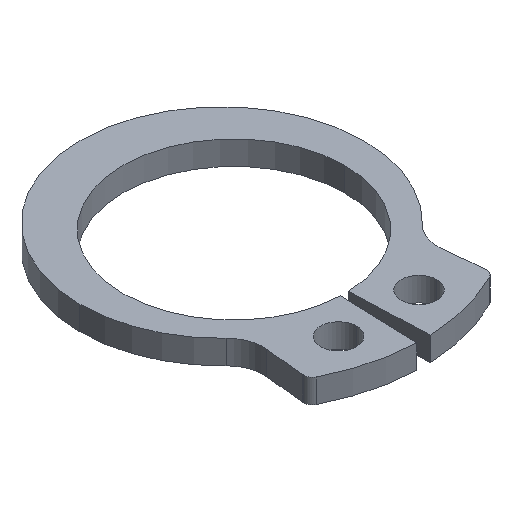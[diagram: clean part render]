
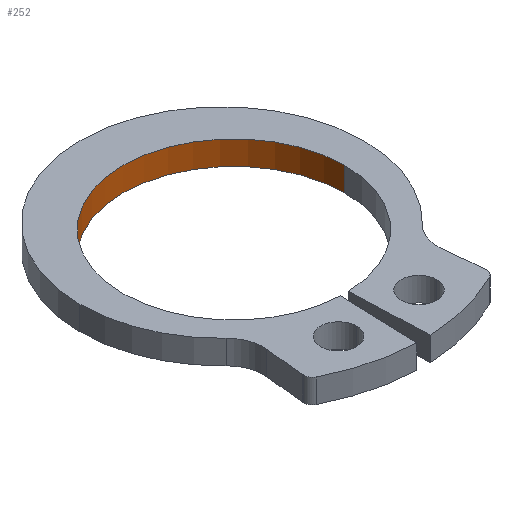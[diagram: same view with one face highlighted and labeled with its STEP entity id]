
A CAD part, isometric view. The second image highlights one B-rep face of the part: STEP entity #252.
In plain terms, the highlighted cylindrical face has radius 4.65 mm (diameter 9.3 mm), a partial arc.
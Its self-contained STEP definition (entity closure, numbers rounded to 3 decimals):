
#5 = EDGE_CURVE ( 'NONE', #33, #293, #219, .T. ) ;
#32 = VECTOR ( 'NONE', #127, 1000. ) ;
#33 = VERTEX_POINT ( 'NONE', #521 ) ;
#47 = LINE ( 'NONE', #321, #32 ) ;
#52 = CARTESIAN_POINT ( 'NONE',  ( -4.65, 0., 0.5 ) ) ;
#86 = CARTESIAN_POINT ( 'NONE',  ( 0., 0., 0.5 ) ) ;
#87 = CARTESIAN_POINT ( 'NONE',  ( -4.65, 0., -0.5 ) ) ;
#127 = DIRECTION ( 'NONE',  ( 0., 0., -1. ) ) ;
#147 = DIRECTION ( 'NONE',  ( 0., 0., -1. ) ) ;
#167 = EDGE_LOOP ( 'NONE', ( #631, #686, #353, #643 ) ) ;
#219 = CIRCLE ( 'NONE', #275, 4.65 ) ;
#252 = ADVANCED_FACE ( 'NONE', ( #593 ), #446, .F. ) ;
#254 = VECTOR ( 'NONE', #522, 1000. ) ;
#275 = AXIS2_PLACEMENT_3D ( 'NONE', #389, #450, #720 ) ;
#293 = VERTEX_POINT ( 'NONE', #656 ) ;
#321 = CARTESIAN_POINT ( 'NONE',  ( 4.65, 0., 0.5 ) ) ;
#353 = ORIENTED_EDGE ( 'NONE', *, *, #363, .T. ) ;
#363 = EDGE_CURVE ( 'NONE', #33, #827, #782, .T. ) ;
#388 = EDGE_CURVE ( 'NONE', #293, #578, #47, .T. ) ;
#389 = CARTESIAN_POINT ( 'NONE',  ( 0., 0., 0.5 ) ) ;
#408 = DIRECTION ( 'NONE',  ( 1., 0., 0. ) ) ;
#446 = CYLINDRICAL_SURFACE ( 'NONE', #535, 4.65 ) ;
#450 = DIRECTION ( 'NONE',  ( 0., 0., -1. ) ) ;
#521 = CARTESIAN_POINT ( 'NONE',  ( -4.65, 0., 0.5 ) ) ;
#522 = DIRECTION ( 'NONE',  ( 0., 0., -1. ) ) ;
#535 = AXIS2_PLACEMENT_3D ( 'NONE', #86, #559, #623 ) ;
#551 = CARTESIAN_POINT ( 'NONE',  ( 4.65, 0., -0.5 ) ) ;
#559 = DIRECTION ( 'NONE',  ( 0., 0., -1. ) ) ;
#578 = VERTEX_POINT ( 'NONE', #551 ) ;
#593 = FACE_OUTER_BOUND ( 'NONE', #167, .T. ) ;
#623 = DIRECTION ( 'NONE',  ( -1., 0., 0. ) ) ;
#631 = ORIENTED_EDGE ( 'NONE', *, *, #388, .F. ) ;
#638 = CIRCLE ( 'NONE', #861, 4.65 ) ;
#643 = ORIENTED_EDGE ( 'NONE', *, *, #700, .T. ) ;
#656 = CARTESIAN_POINT ( 'NONE',  ( 4.65, 0., 0.5 ) ) ;
#686 = ORIENTED_EDGE ( 'NONE', *, *, #5, .F. ) ;
#700 = EDGE_CURVE ( 'NONE', #827, #578, #638, .T. ) ;
#720 = DIRECTION ( 'NONE',  ( 1., 0., 0. ) ) ;
#782 = LINE ( 'NONE', #52, #254 ) ;
#818 = CARTESIAN_POINT ( 'NONE',  ( 0., 0., -0.5 ) ) ;
#827 = VERTEX_POINT ( 'NONE', #87 ) ;
#861 = AXIS2_PLACEMENT_3D ( 'NONE', #818, #147, #408 ) ;
